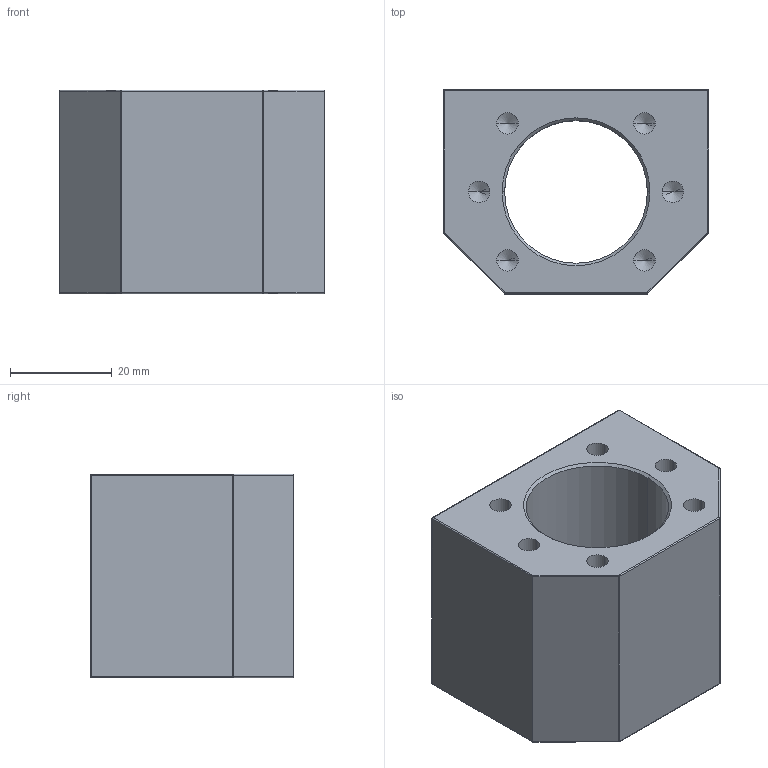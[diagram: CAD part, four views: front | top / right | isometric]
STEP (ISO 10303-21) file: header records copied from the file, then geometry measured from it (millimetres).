
FILE_DESCRIPTION (( 'STEP AP214' ), '1' );
FILE_NAME ('ball nut housing bracket holder SFU1605.STEP', '2016-05-09T20:21:26', ( '' ), ( '' ), 'SwSTEP 2.0', 'SolidWorks 2015', '' );
FILE_SCHEMA (( 'AUTOMOTIVE_DESIGN' ));
Length unit declared in the file: millimetre
Products named in the file (1): ball nut housing bracket holder SFU1605
Bounding box: 52 x 40 x 40 mm (x, y, z)
Volume: 50786 mm3; surface area: 14738.7 mm2
Topology: 1 solids, 1 shells, 84 faces, 194 edges, 94 vertices
Faces by surface type: cylinder 40, cone 24, sphere 12, plane 8
Entity records: 2392 total; most frequent: DIRECTION 420, CARTESIAN_POINT 345, ORIENTED_EDGE 332, AXIS2_PLACEMENT_3D 169, EDGE_CURVE 166, EDGE_LOOP 96, VERTEX_POINT 94, CIRCLE 84
